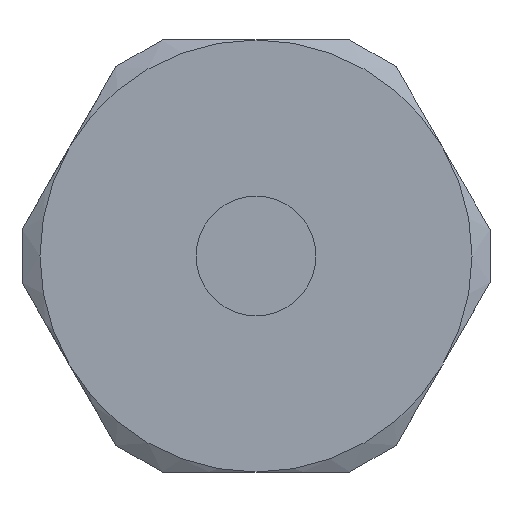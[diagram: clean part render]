
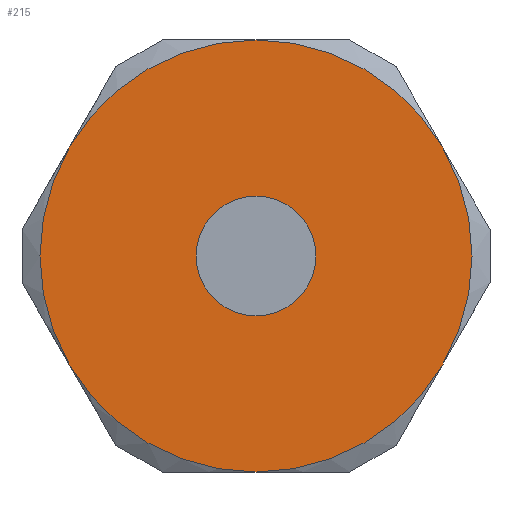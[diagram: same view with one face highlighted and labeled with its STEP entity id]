
A CAD part, left-side view. The second image highlights one B-rep face of the part: STEP entity #215.
In plain terms, the highlighted planar face has unit normal (-1, 0, 0).
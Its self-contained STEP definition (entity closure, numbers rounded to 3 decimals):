
#215 = ADVANCED_FACE( '', ( #423, #424 ), #425, .F. );
#423 = FACE_OUTER_BOUND( '', #637, .T. );
#424 = FACE_BOUND( '', #638, .T. );
#425 = PLANE( '', #639 );
#637 = EDGE_LOOP( '', ( #1072, #1073, #1074, #1075, #1076, #1077 ) );
#638 = EDGE_LOOP( '', ( #1078 ) );
#639 = AXIS2_PLACEMENT_3D( '', #1079, #1080, #1081 );
#1072 = ORIENTED_EDGE( '', *, *, #1402, .F. );
#1073 = ORIENTED_EDGE( '', *, *, #1388, .F. );
#1074 = ORIENTED_EDGE( '', *, *, #1340, .F. );
#1075 = ORIENTED_EDGE( '', *, *, #1403, .F. );
#1076 = ORIENTED_EDGE( '', *, *, #1361, .F. );
#1077 = ORIENTED_EDGE( '', *, *, #1282, .F. );
#1078 = ORIENTED_EDGE( '', *, *, #1404, .T. );
#1079 = CARTESIAN_POINT( '', ( 0., 0., 0. ) );
#1080 = DIRECTION( '', ( 1., 0., 0. ) );
#1081 = DIRECTION( '', ( 0., 0., -1. ) );
#1282 = EDGE_CURVE( '', #1519, #1492, #1520, .T. );
#1340 = EDGE_CURVE( '', #1609, #1482, #1610, .T. );
#1361 = EDGE_CURVE( '', #1492, #1602, #1635, .T. );
#1388 = EDGE_CURVE( '', #1482, #1657, #1669, .T. );
#1402 = EDGE_CURVE( '', #1657, #1519, #1686, .T. );
#1403 = EDGE_CURVE( '', #1602, #1609, #1687, .T. );
#1404 = EDGE_CURVE( '', #1688, #1688, #1689, .T. );
#1482 = VERTEX_POINT( '', #1808 );
#1492 = VERTEX_POINT( '', #1837 );
#1519 = VERTEX_POINT( '', #1912 );
#1520 = CIRCLE( '', #1913, 12. );
#1602 = VERTEX_POINT( '', #2138 );
#1609 = VERTEX_POINT( '', #2163 );
#1610 = CIRCLE( '', #2164, 12. );
#1635 = CIRCLE( '', #2226, 12. );
#1657 = VERTEX_POINT( '', #2260 );
#1669 = CIRCLE( '', #2294, 12. );
#1686 = CIRCLE( '', #2319, 12. );
#1687 = CIRCLE( '', #2320, 12. );
#1688 = VERTEX_POINT( '', #2321 );
#1689 = CIRCLE( '', #2322, 3.324 );
#1808 = CARTESIAN_POINT( '', ( 0., 0., -12. ) );
#1837 = CARTESIAN_POINT( '', ( 0., 0., 12. ) );
#1912 = CARTESIAN_POINT( '', ( 0., 10.392, 6. ) );
#1913 = AXIS2_PLACEMENT_3D( '', #2403, #2404, #2405 );
#2138 = CARTESIAN_POINT( '', ( 0., -10.392, 6. ) );
#2163 = CARTESIAN_POINT( '', ( 0., -10.392, -6. ) );
#2164 = AXIS2_PLACEMENT_3D( '', #2432, #2433, #2434 );
#2226 = AXIS2_PLACEMENT_3D( '', #2453, #2454, #2455 );
#2260 = CARTESIAN_POINT( '', ( 0., 10.392, -6. ) );
#2294 = AXIS2_PLACEMENT_3D( '', #2470, #2471, #2472 );
#2319 = AXIS2_PLACEMENT_3D( '', #2489, #2490, #2491 );
#2320 = AXIS2_PLACEMENT_3D( '', #2492, #2493, #2494 );
#2321 = CARTESIAN_POINT( '', ( 0., 0., -3.324 ) );
#2322 = AXIS2_PLACEMENT_3D( '', #2495, #2496, #2497 );
#2403 = CARTESIAN_POINT( '', ( 0., 0., 0. ) );
#2404 = DIRECTION( '', ( 1., 0., 0. ) );
#2405 = DIRECTION( '', ( 0., 0., -1. ) );
#2432 = CARTESIAN_POINT( '', ( 0., 0., 0. ) );
#2433 = DIRECTION( '', ( 1., 0., 0. ) );
#2434 = DIRECTION( '', ( 0., 0., -1. ) );
#2453 = CARTESIAN_POINT( '', ( 0., 0., 0. ) );
#2454 = DIRECTION( '', ( 1., 0., 0. ) );
#2455 = DIRECTION( '', ( 0., 0., -1. ) );
#2470 = CARTESIAN_POINT( '', ( 0., 0., 0. ) );
#2471 = DIRECTION( '', ( 1., 0., 0. ) );
#2472 = DIRECTION( '', ( 0., 0., -1. ) );
#2489 = CARTESIAN_POINT( '', ( 0., 0., 0. ) );
#2490 = DIRECTION( '', ( 1., 0., 0. ) );
#2491 = DIRECTION( '', ( 0., 0., -1. ) );
#2492 = CARTESIAN_POINT( '', ( 0., 0., 0. ) );
#2493 = DIRECTION( '', ( 1., 0., 0. ) );
#2494 = DIRECTION( '', ( 0., 0., -1. ) );
#2495 = CARTESIAN_POINT( '', ( 0., 0., 0. ) );
#2496 = DIRECTION( '', ( 1., 0., 0. ) );
#2497 = DIRECTION( '', ( 0., 0., -1. ) );
